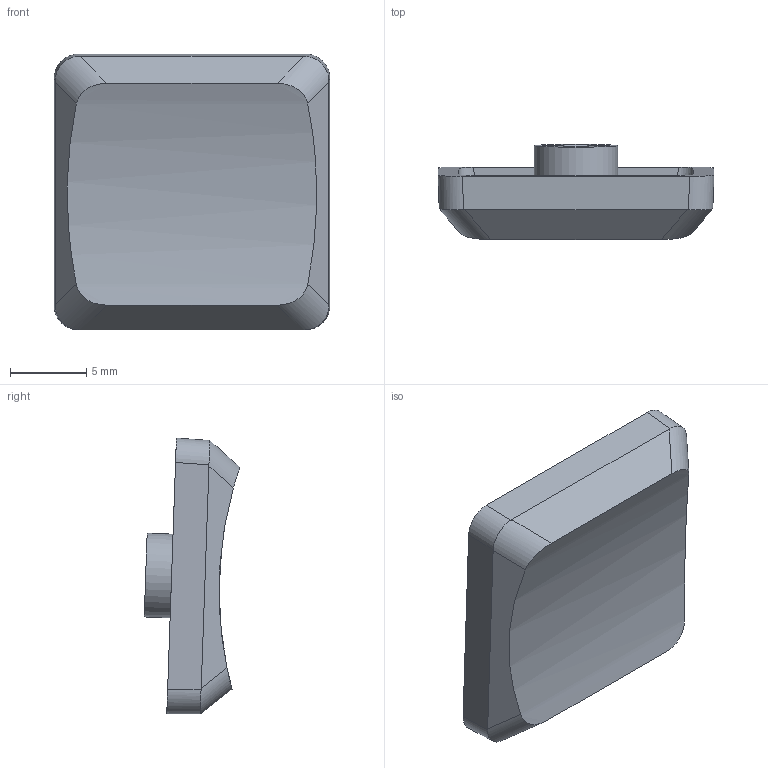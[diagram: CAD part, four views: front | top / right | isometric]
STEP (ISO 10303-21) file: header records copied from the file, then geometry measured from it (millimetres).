
FILE_DESCRIPTION(('HOOPS Exchange Step'),'2;1');
FILE_NAME('temp_export','2025-06-07T22:58:14+09:00',('chuns'),('Shapr3D Limited'),'HOOPS Exchange 2024.8','Shapr3D','Authorized');
FILE_SCHEMA( ('AP242_MANAGED_MODEL_BASED_3D_ENGINEERING_MIM_LF {1 0 10303 442 1 1 4}') );
Length unit declared in the file: millimetre
Products named in the file (1): root
Bounding box: 18.11 x 6.27 x 18.1 mm (x, y, z)
Volume: 689.9 mm3; surface area: 1080 mm2
Topology: 1 solids, 1 shells, 54 faces, 135 edges, 86 vertices
Faces by surface type: plane 40, cylinder 14
Full cylindrical faces by diameter (mm): 5.5 x1
Entity records: 1781 total; most frequent: CARTESIAN_POINT 451, ORIENTED_EDGE 270, DIRECTION 263, EDGE_CURVE 135, VECTOR 103, LINE 103, VERTEX_POINT 86, AXIS2_PLACEMENT_3D 80
